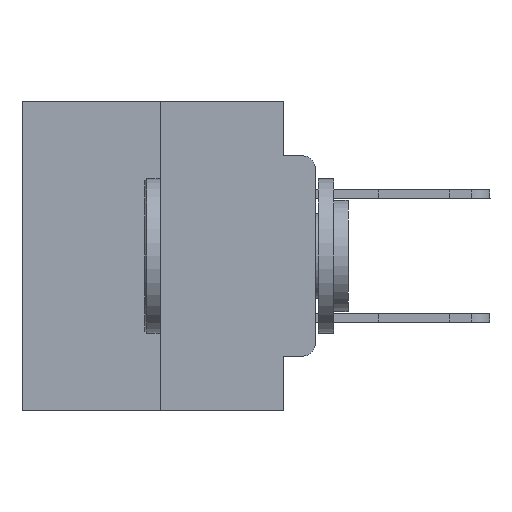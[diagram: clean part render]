
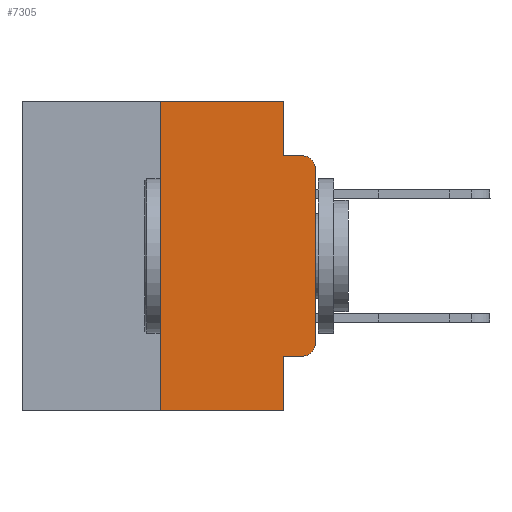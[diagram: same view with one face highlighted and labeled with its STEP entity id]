
A CAD part, left-side view. The second image highlights one B-rep face of the part: STEP entity #7305.
In plain terms, the highlighted planar face has unit normal (-1, 0, 0).
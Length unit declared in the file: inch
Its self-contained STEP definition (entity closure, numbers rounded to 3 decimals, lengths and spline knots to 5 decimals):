
#150 = ORIENTED_EDGE ( 'NONE', *, *, #12509, .F. ) ;
#773 = AXIS2_PLACEMENT_3D ( 'NONE', #13391, #6866, #8889 ) ;
#1041 = CARTESIAN_POINT ( 'NONE',  ( 0., 0.02, -0.3915 ) ) ;
#1147 = CARTESIAN_POINT ( 'NONE',  ( 0., 0.051, 0. ) ) ;
#1375 = CARTESIAN_POINT ( 'NONE',  ( 0., 0.02, -0.4115 ) ) ;
#1508 = CARTESIAN_POINT ( 'NONE',  ( 0., 0., -0.3915 ) ) ;
#1575 = ORIENTED_EDGE ( 'NONE', *, *, #26940, .T. ) ;
#1698 = DIRECTION ( 'NONE',  ( 0., -1., 0. ) ) ;
#2045 = DIRECTION ( 'NONE',  ( 0., -1., 0. ) ) ;
#2094 = LINE ( 'NONE', #26682, #2467 ) ;
#2138 = CARTESIAN_POINT ( 'NONE',  ( 0., 0.473, 0. ) ) ;
#2357 = CARTESIAN_POINT ( 'NONE',  ( 0., 0.051, -0.4115 ) ) ;
#2467 = VECTOR ( 'NONE', #11629, 39.37008 ) ;
#2617 = ORIENTED_EDGE ( 'NONE', *, *, #3971, .T. ) ;
#2927 = EDGE_LOOP ( 'NONE', ( #1575, #16193, #9637, #23472, #150, #5665, #2617, #11789, #9131, #25685 ) ) ;
#3046 = VERTEX_POINT ( 'NONE', #10634 ) ;
#3529 = CIRCLE ( 'NONE', #7429, 0.02 ) ;
#3971 = EDGE_CURVE ( 'NONE', #13937, #3046, #5072, .T. ) ;
#4766 = DIRECTION ( 'NONE',  ( 0., 0., 1. ) ) ;
#5072 = LINE ( 'NONE', #18430, #27101 ) ;
#5665 = ORIENTED_EDGE ( 'NONE', *, *, #16889, .F. ) ;
#5881 = CIRCLE ( 'NONE', #773, 0.02 ) ;
#6266 = CARTESIAN_POINT ( 'NONE',  ( 0., 0.25, 0. ) ) ;
#6866 = DIRECTION ( 'NONE',  ( -1., 0., 0. ) ) ;
#7075 = VERTEX_POINT ( 'NONE', #24369 ) ;
#7305 = ADVANCED_FACE ( 'NONE', ( #24555 ), #17028, .F. ) ;
#7429 = AXIS2_PLACEMENT_3D ( 'NONE', #1041, #14019, #26454 ) ;
#7684 = VERTEX_POINT ( 'NONE', #18565 ) ;
#7706 = CARTESIAN_POINT ( 'NONE',  ( 0., 0.02, -0.0885 ) ) ;
#8889 = DIRECTION ( 'NONE',  ( 0., 0., -1. ) ) ;
#9060 = VECTOR ( 'NONE', #18116, 39.37008 ) ;
#9131 = ORIENTED_EDGE ( 'NONE', *, *, #21943, .T. ) ;
#9637 = ORIENTED_EDGE ( 'NONE', *, *, #11468, .F. ) ;
#10167 = VECTOR ( 'NONE', #1698, 39.37008 ) ;
#10324 = AXIS2_PLACEMENT_3D ( 'NONE', #2138, #15134, #27548 ) ;
#10634 = CARTESIAN_POINT ( 'NONE',  ( 0., 0.051, -0.5 ) ) ;
#11468 = EDGE_CURVE ( 'NONE', #26082, #25403, #24228, .T. ) ;
#11500 = VERTEX_POINT ( 'NONE', #1508 ) ;
#11609 = LINE ( 'NONE', #23605, #12638 ) ;
#11629 = DIRECTION ( 'NONE',  ( 0., -1., 0. ) ) ;
#11666 = EDGE_CURVE ( 'NONE', #7684, #25403, #5881, .T. ) ;
#11789 = ORIENTED_EDGE ( 'NONE', *, *, #25291, .F. ) ;
#12430 = CARTESIAN_POINT ( 'NONE',  ( 0., 0.051, -0.0885 ) ) ;
#12509 = EDGE_CURVE ( 'NONE', #16557, #13423, #2094, .T. ) ;
#12563 = CARTESIAN_POINT ( 'NONE',  ( 0., 0.051, 0. ) ) ;
#12638 = VECTOR ( 'NONE', #4766, 39.37008 ) ;
#13391 = CARTESIAN_POINT ( 'NONE',  ( 0., 0.02, -0.1085 ) ) ;
#13416 = LINE ( 'NONE', #13799, #9060 ) ;
#13423 = VERTEX_POINT ( 'NONE', #12563 ) ;
#13799 = CARTESIAN_POINT ( 'NONE',  ( 0., 0.051, 0. ) ) ;
#13937 = VERTEX_POINT ( 'NONE', #16407 ) ;
#14019 = DIRECTION ( 'NONE',  ( -1., 0., 0. ) ) ;
#14769 = LINE ( 'NONE', #2357, #24463 ) ;
#14993 = VERTEX_POINT ( 'NONE', #1375 ) ;
#15134 = DIRECTION ( 'NONE',  ( 1., 0., 0. ) ) ;
#15389 = LINE ( 'NONE', #26392, #19399 ) ;
#16193 = ORIENTED_EDGE ( 'NONE', *, *, #11666, .T. ) ;
#16407 = CARTESIAN_POINT ( 'NONE',  ( 0., 0.25, -0.5 ) ) ;
#16557 = VERTEX_POINT ( 'NONE', #6266 ) ;
#16889 = EDGE_CURVE ( 'NONE', #13937, #16557, #15389, .T. ) ;
#17028 = PLANE ( 'NONE',  #10324 ) ;
#17074 = VECTOR ( 'NONE', #26470, 39.37008 ) ;
#17351 = DIRECTION ( 'NONE',  ( 0., -1., 0. ) ) ;
#18116 = DIRECTION ( 'NONE',  ( 0., 0., -1. ) ) ;
#18430 = CARTESIAN_POINT ( 'NONE',  ( 0., 0.473, -0.5 ) ) ;
#18565 = CARTESIAN_POINT ( 'NONE',  ( 0., 0., -0.1085 ) ) ;
#19399 = VECTOR ( 'NONE', #20151, 39.37008 ) ;
#19870 = EDGE_CURVE ( 'NONE', #14993, #11500, #3529, .T. ) ;
#20151 = DIRECTION ( 'NONE',  ( 0., 0., 1. ) ) ;
#21399 = LINE ( 'NONE', #1147, #17074 ) ;
#21943 = EDGE_CURVE ( 'NONE', #7075, #14993, #14769, .T. ) ;
#23472 = ORIENTED_EDGE ( 'NONE', *, *, #25851, .F. ) ;
#23605 = CARTESIAN_POINT ( 'NONE',  ( 0., 0., 0. ) ) ;
#24228 = LINE ( 'NONE', #12430, #10167 ) ;
#24369 = CARTESIAN_POINT ( 'NONE',  ( 0., 0.051, -0.4115 ) ) ;
#24463 = VECTOR ( 'NONE', #17351, 39.37008 ) ;
#24555 = FACE_OUTER_BOUND ( 'NONE', #2927, .T. ) ;
#25291 = EDGE_CURVE ( 'NONE', #7075, #3046, #13416, .T. ) ;
#25403 = VERTEX_POINT ( 'NONE', #7706 ) ;
#25685 = ORIENTED_EDGE ( 'NONE', *, *, #19870, .T. ) ;
#25851 = EDGE_CURVE ( 'NONE', #13423, #26082, #21399, .T. ) ;
#26082 = VERTEX_POINT ( 'NONE', #27106 ) ;
#26392 = CARTESIAN_POINT ( 'NONE',  ( 0., 0.25, 0. ) ) ;
#26454 = DIRECTION ( 'NONE',  ( 0., 0., -1. ) ) ;
#26470 = DIRECTION ( 'NONE',  ( 0., 0., -1. ) ) ;
#26682 = CARTESIAN_POINT ( 'NONE',  ( 0., 0.473, 0. ) ) ;
#26940 = EDGE_CURVE ( 'NONE', #11500, #7684, #11609, .T. ) ;
#27101 = VECTOR ( 'NONE', #2045, 39.37008 ) ;
#27106 = CARTESIAN_POINT ( 'NONE',  ( 0., 0.051, -0.0885 ) ) ;
#27548 = DIRECTION ( 'NONE',  ( 0., 0., -1. ) ) ;
